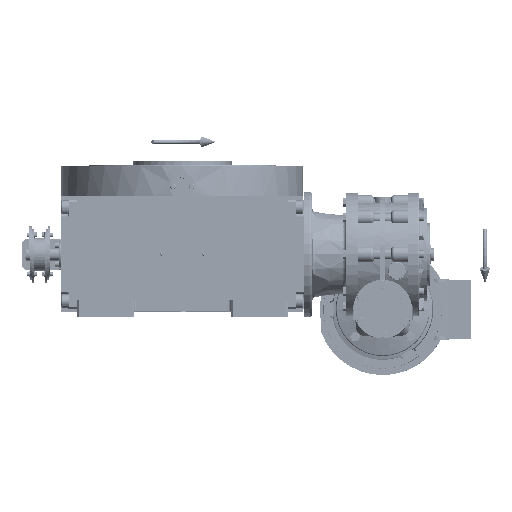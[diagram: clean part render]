
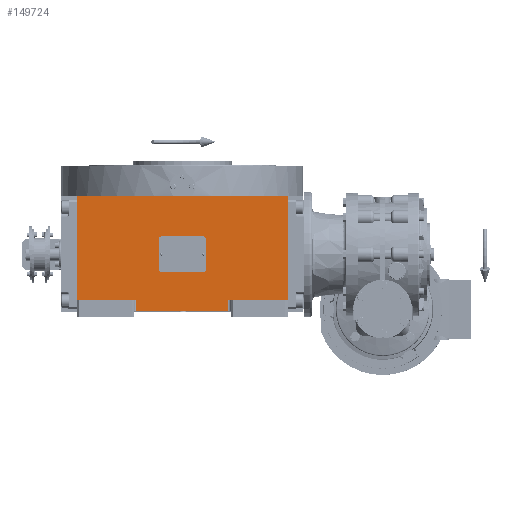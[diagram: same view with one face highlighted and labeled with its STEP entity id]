
A CAD part, top view. The second image highlights one B-rep face of the part: STEP entity #149724.
In plain terms, the highlighted planar face has unit normal (0, 0, 1).
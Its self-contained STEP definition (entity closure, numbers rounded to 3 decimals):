
#8233 = LINE ( 'NONE', #63923, #76722 ) ;
#11916 = ORIENTED_EDGE ( 'NONE', *, *, #166541, .F. ) ;
#12606 = FACE_OUTER_BOUND ( 'NONE', #56064, .T. ) ;
#13250 = VERTEX_POINT ( 'NONE', #66786 ) ;
#15467 = DIRECTION ( 'NONE',  ( 0., 1., 0. ) ) ;
#16380 = VERTEX_POINT ( 'NONE', #50417 ) ;
#16792 = VECTOR ( 'NONE', #19343, 1000. ) ;
#17514 = CARTESIAN_POINT ( 'NONE',  ( 59., -59., 226. ) ) ;
#19343 = DIRECTION ( 'NONE',  ( 1., 0., 0. ) ) ;
#20837 = ORIENTED_EDGE ( 'NONE', *, *, #104986, .T. ) ;
#20845 = EDGE_CURVE ( 'NONE', #84366, #27736, #142731, .T. ) ;
#22459 = LINE ( 'NONE', #160506, #100630 ) ;
#25519 = VECTOR ( 'NONE', #90998, 1000. ) ;
#27502 = LINE ( 'NONE', #138165, #54102 ) ;
#27736 = VERTEX_POINT ( 'NONE', #114167 ) ;
#28662 = CARTESIAN_POINT ( 'NONE',  ( -135., 75., 226. ) ) ;
#29132 = LINE ( 'NONE', #45533, #125191 ) ;
#35209 = DIRECTION ( 'NONE',  ( 0., -1., 0. ) ) ;
#37172 = ORIENTED_EDGE ( 'NONE', *, *, #98225, .F. ) ;
#38309 = CARTESIAN_POINT ( 'NONE',  ( -59., -73., 226. ) ) ;
#38598 = LINE ( 'NONE', #133074, #25519 ) ;
#39180 = DIRECTION ( 'NONE',  ( 0., 1., 0. ) ) ;
#45533 = CARTESIAN_POINT ( 'NONE',  ( -135., -59., 226. ) ) ;
#50417 = CARTESIAN_POINT ( 'NONE',  ( 135., 75., 226. ) ) ;
#54102 = VECTOR ( 'NONE', #168252, 1000. ) ;
#55935 = EDGE_CURVE ( 'NONE', #84366, #171157, #22459, .T. ) ;
#56064 = EDGE_LOOP ( 'NONE', ( #178974, #88371, #112743, #71075, #162346, #11916, #20837, #37172 ) ) ;
#57313 = VERTEX_POINT ( 'NONE', #28662 ) ;
#60122 = VERTEX_POINT ( 'NONE', #102635 ) ;
#63923 = CARTESIAN_POINT ( 'NONE',  ( -59., -73., 226. ) ) ;
#66786 = CARTESIAN_POINT ( 'NONE',  ( -59., -59., 226. ) ) ;
#68335 = PLANE ( 'NONE',  #110002 ) ;
#70129 = DIRECTION ( 'NONE',  ( 1., 0., 0. ) ) ;
#71039 = CARTESIAN_POINT ( 'NONE',  ( -135., -73., 226. ) ) ;
#71075 = ORIENTED_EDGE ( 'NONE', *, *, #96464, .T. ) ;
#76722 = VECTOR ( 'NONE', #39180, 1000. ) ;
#84366 = VERTEX_POINT ( 'NONE', #109259 ) ;
#87843 = EDGE_CURVE ( 'NONE', #134971, #171157, #38598, .T. ) ;
#88371 = ORIENTED_EDGE ( 'NONE', *, *, #55935, .F. ) ;
#90998 = DIRECTION ( 'NONE',  ( 1., 0., 0. ) ) ;
#96464 = EDGE_CURVE ( 'NONE', #27736, #16380, #131159, .T. ) ;
#98225 = EDGE_CURVE ( 'NONE', #134971, #13250, #8233, .T. ) ;
#99801 = CARTESIAN_POINT ( 'NONE',  ( 59., -73., 226. ) ) ;
#100630 = VECTOR ( 'NONE', #35209, 1000. ) ;
#102635 = CARTESIAN_POINT ( 'NONE',  ( -135., -59., 226. ) ) ;
#102768 = CARTESIAN_POINT ( 'NONE',  ( 135., -59., 226. ) ) ;
#104986 = EDGE_CURVE ( 'NONE', #60122, #13250, #106203, .T. ) ;
#106203 = LINE ( 'NONE', #161098, #174027 ) ;
#109259 = CARTESIAN_POINT ( 'NONE',  ( 59., -59., 226. ) ) ;
#110002 = AXIS2_PLACEMENT_3D ( 'NONE', #71039, #166160, #70129 ) ;
#112743 = ORIENTED_EDGE ( 'NONE', *, *, #20845, .T. ) ;
#114167 = CARTESIAN_POINT ( 'NONE',  ( 135., -59., 226. ) ) ;
#125191 = VECTOR ( 'NONE', #15467, 1000. ) ;
#129615 = VECTOR ( 'NONE', #171370, 1000. ) ;
#131159 = LINE ( 'NONE', #102768, #129615 ) ;
#133074 = CARTESIAN_POINT ( 'NONE',  ( -59., -73., 226. ) ) ;
#134971 = VERTEX_POINT ( 'NONE', #38309 ) ;
#138165 = CARTESIAN_POINT ( 'NONE',  ( -135., 75., 226. ) ) ;
#142731 = LINE ( 'NONE', #17514, #16792 ) ;
#149724 = ADVANCED_FACE ( 'NONE', ( #12606 ), #68335, .T. ) ;
#160506 = CARTESIAN_POINT ( 'NONE',  ( 59., -59., 226. ) ) ;
#161098 = CARTESIAN_POINT ( 'NONE',  ( -135., -59., 226. ) ) ;
#162346 = ORIENTED_EDGE ( 'NONE', *, *, #173636, .F. ) ;
#166160 = DIRECTION ( 'NONE',  ( 0., 0., 1. ) ) ;
#166541 = EDGE_CURVE ( 'NONE', #60122, #57313, #29132, .T. ) ;
#168252 = DIRECTION ( 'NONE',  ( 1., 0., 0. ) ) ;
#171157 = VERTEX_POINT ( 'NONE', #99801 ) ;
#171370 = DIRECTION ( 'NONE',  ( 0., 1., 0. ) ) ;
#173636 = EDGE_CURVE ( 'NONE', #57313, #16380, #27502, .T. ) ;
#174027 = VECTOR ( 'NONE', #174797, 1000. ) ;
#174797 = DIRECTION ( 'NONE',  ( 1., 0., 0. ) ) ;
#178974 = ORIENTED_EDGE ( 'NONE', *, *, #87843, .T. ) ;
